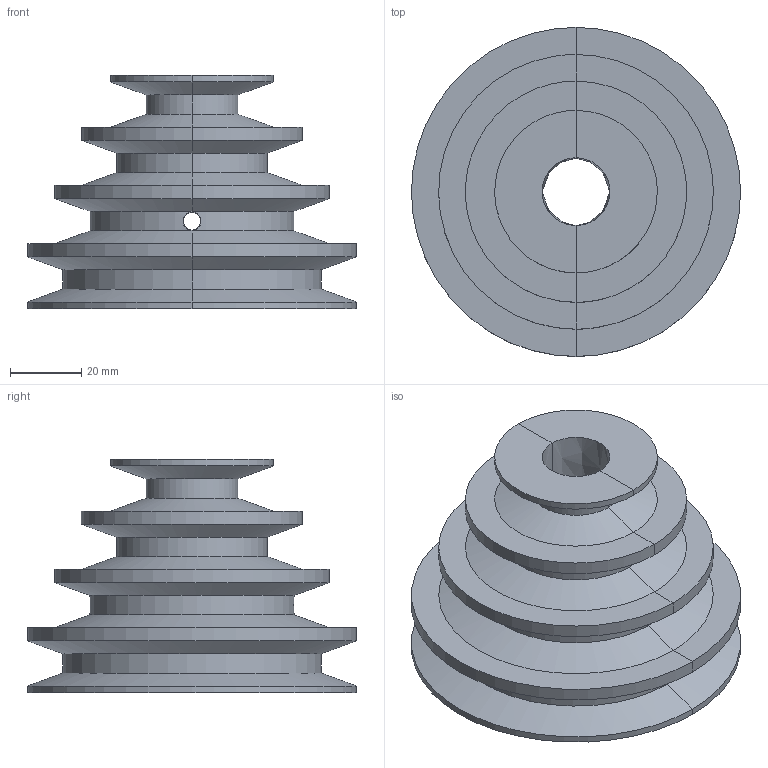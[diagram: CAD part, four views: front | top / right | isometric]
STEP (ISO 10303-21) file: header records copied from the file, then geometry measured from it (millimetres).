
FILE_DESCRIPTION(/* description */ (''),/* implementation_level */ '2;1');
FILE_NAME(/* name */ 'POULIE~1',/* time_stamp */ '2019-08-05T17:35:27+02:00',/* author */ (''),/* organization */ (''),/* preprocessor_version */ 'ST-DEVELOPER v15',/* originating_system */ '',/* authorisation */ '');
FILE_SCHEMA (('AUTOMOTIVE_DESIGN'));
Length unit declared in the file: millimetre
Products named in the file (1): Document
Bounding box: 92.3 x 92.3 x 65.4 mm (x, y, z)
Volume: 183613.2 mm3; surface area: 39871.3 mm2
Topology: 1 solids, 1 shells, 50 faces, 108 edges, 54 vertices
Faces by surface type: bspline 50
Entity records: 1673 total; most frequent: CARTESIAN_POINT 1062, ORIENTED_EDGE 216, EDGE_CURVE 108, B_SPLINE_CURVE_WITH_KNOTS 58, VERTEX_POINT 54, ADVANCED_FACE 50, FACE_OUTER_BOUND 50, EDGE_LOOP 50
